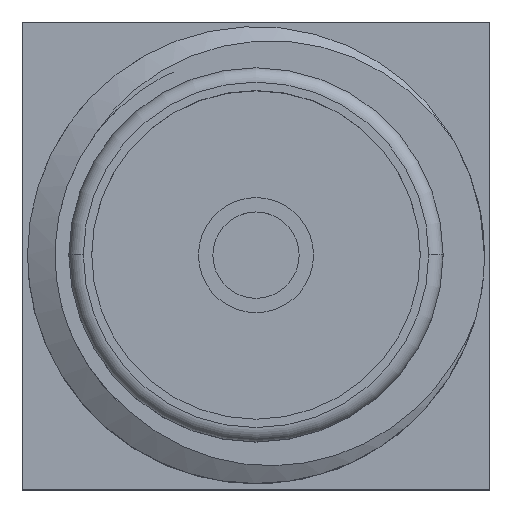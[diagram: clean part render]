
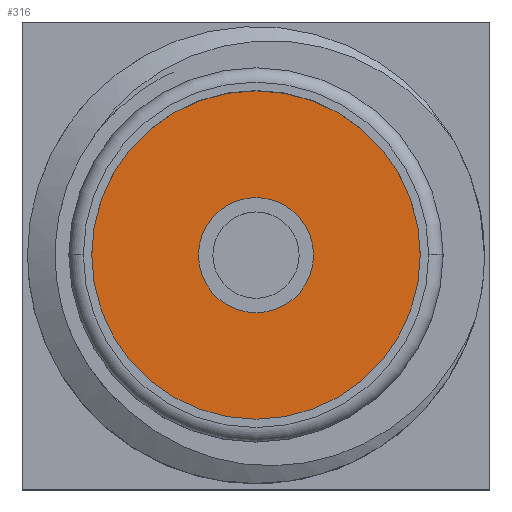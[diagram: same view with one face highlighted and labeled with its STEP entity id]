
A CAD part, top view. The second image highlights one B-rep face of the part: STEP entity #316.
In plain terms, the highlighted planar face has unit normal (0, 0, 1).
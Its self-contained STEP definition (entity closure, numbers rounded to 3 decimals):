
#34 = VERTEX_POINT ( 'NONE', #1405 ) ;
#316 = ADVANCED_FACE ( 'NONE', ( #860, #3908 ), #4315, .T. ) ;
#449 = CIRCLE ( 'NONE', #2628, 2.283 ) ;
#462 = CARTESIAN_POINT ( 'NONE',  ( 38.377, -25.529, 5.947 ) ) ;
#524 = ORIENTED_EDGE ( 'NONE', *, *, #4388, .T. ) ;
#593 = CARTESIAN_POINT ( 'NONE',  ( 38.377, -25.529, 5.947 ) ) ;
#760 = CIRCLE ( 'NONE', #2119, 0.6 ) ;
#804 = DIRECTION ( 'NONE',  ( 1., 0., 0. ) ) ;
#818 = DIRECTION ( 'NONE',  ( 0., 0., 1. ) ) ;
#860 = FACE_OUTER_BOUND ( 'NONE', #2972, .T. ) ;
#930 = DIRECTION ( 'NONE',  ( 0., 0., 1. ) ) ;
#965 = CARTESIAN_POINT ( 'NONE',  ( 37.777, -25.529, 5.947 ) ) ;
#1016 = VERTEX_POINT ( 'NONE', #965 ) ;
#1020 = DIRECTION ( 'NONE',  ( 1., 0., 0. ) ) ;
#1107 = CIRCLE ( 'NONE', #4249, 0.6 ) ;
#1342 = AXIS2_PLACEMENT_3D ( 'NONE', #462, #4669, #804 ) ;
#1405 = CARTESIAN_POINT ( 'NONE',  ( 40.66, -25.529, 5.947 ) ) ;
#1606 = CARTESIAN_POINT ( 'NONE',  ( 36.093, -25.529, 5.947 ) ) ;
#1665 = CARTESIAN_POINT ( 'NONE',  ( 38.977, -25.529, 5.947 ) ) ;
#1936 = AXIS2_PLACEMENT_3D ( 'NONE', #4792, #930, #1020 ) ;
#2090 = DIRECTION ( 'NONE',  ( 0., 0., 1. ) ) ;
#2119 = AXIS2_PLACEMENT_3D ( 'NONE', #4739, #818, #2125 ) ;
#2125 = DIRECTION ( 'NONE',  ( 1., 0., 0. ) ) ;
#2190 = EDGE_CURVE ( 'NONE', #5048, #1016, #1107, .T. ) ;
#2191 = ORIENTED_EDGE ( 'NONE', *, *, #3448, .T. ) ;
#2309 = CIRCLE ( 'NONE', #1936, 2.283 ) ;
#2628 = AXIS2_PLACEMENT_3D ( 'NONE', #593, #4479, #4508 ) ;
#2935 = EDGE_LOOP ( 'NONE', ( #3553, #4201 ) ) ;
#2972 = EDGE_LOOP ( 'NONE', ( #524, #2191 ) ) ;
#3035 = CARTESIAN_POINT ( 'NONE',  ( 38.377, -25.529, 5.947 ) ) ;
#3086 = DIRECTION ( 'NONE',  ( 1., 0., 0. ) ) ;
#3448 = EDGE_CURVE ( 'NONE', #3989, #34, #449, .T. ) ;
#3553 = ORIENTED_EDGE ( 'NONE', *, *, #2190, .F. ) ;
#3908 = FACE_BOUND ( 'NONE', #2935, .T. ) ;
#3989 = VERTEX_POINT ( 'NONE', #1606 ) ;
#4201 = ORIENTED_EDGE ( 'NONE', *, *, #4353, .F. ) ;
#4249 = AXIS2_PLACEMENT_3D ( 'NONE', #3035, #2090, #3086 ) ;
#4315 = PLANE ( 'NONE',  #1342 ) ;
#4353 = EDGE_CURVE ( 'NONE', #1016, #5048, #760, .T. ) ;
#4388 = EDGE_CURVE ( 'NONE', #34, #3989, #2309, .T. ) ;
#4479 = DIRECTION ( 'NONE',  ( 0., 0., 1. ) ) ;
#4508 = DIRECTION ( 'NONE',  ( 1., 0., 0. ) ) ;
#4669 = DIRECTION ( 'NONE',  ( 0., 0., 1. ) ) ;
#4739 = CARTESIAN_POINT ( 'NONE',  ( 38.377, -25.529, 5.947 ) ) ;
#4792 = CARTESIAN_POINT ( 'NONE',  ( 38.377, -25.529, 5.947 ) ) ;
#5048 = VERTEX_POINT ( 'NONE', #1665 ) ;
